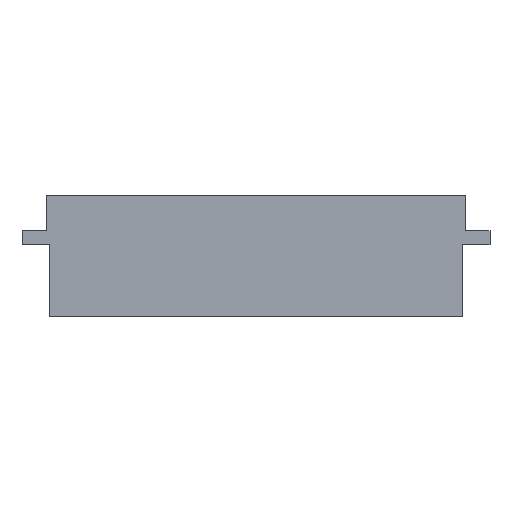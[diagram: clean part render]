
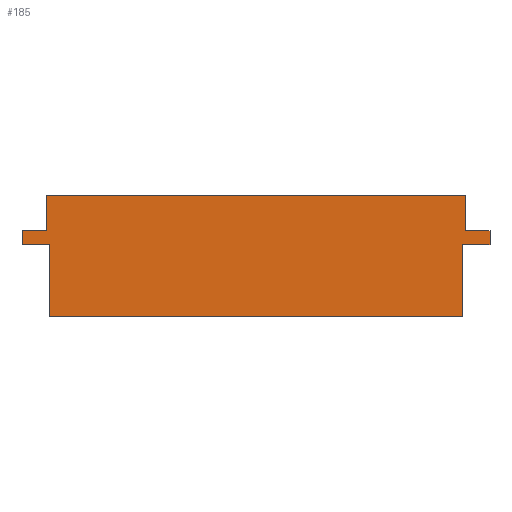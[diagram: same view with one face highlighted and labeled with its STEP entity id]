
A CAD part, top view. The second image highlights one B-rep face of the part: STEP entity #185.
In plain terms, the highlighted planar face has unit normal (0, 0, 1).
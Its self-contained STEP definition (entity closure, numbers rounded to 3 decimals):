
#185=ADVANCED_FACE('',(#410),#299,.T.);
#299=PLANE('',#2250);
#410=FACE_OUTER_BOUND('',#543,.T.);
#543=EDGE_LOOP('',(#1036,#1037,#1038,#1039,#1040,#1041,#1042,#1043,#1044,
#1045,#1046,#1047));
#1036=ORIENTED_EDGE('',*,*,#1560,.F.);
#1037=ORIENTED_EDGE('',*,*,#1561,.F.);
#1038=ORIENTED_EDGE('',*,*,#1562,.F.);
#1039=ORIENTED_EDGE('',*,*,#1563,.F.);
#1040=ORIENTED_EDGE('',*,*,#1564,.F.);
#1041=ORIENTED_EDGE('',*,*,#1565,.F.);
#1042=ORIENTED_EDGE('',*,*,#1566,.F.);
#1043=ORIENTED_EDGE('',*,*,#1544,.F.);
#1044=ORIENTED_EDGE('',*,*,#1548,.F.);
#1045=ORIENTED_EDGE('',*,*,#1551,.F.);
#1046=ORIENTED_EDGE('',*,*,#1554,.F.);
#1047=ORIENTED_EDGE('',*,*,#1557,.F.);
#1280=VERTEX_POINT('',#3271);
#1281=VERTEX_POINT('',#3273);
#1283=VERTEX_POINT('',#3279);
#1285=VERTEX_POINT('',#3285);
#1287=VERTEX_POINT('',#3291);
#1289=VERTEX_POINT('',#3297);
#1291=VERTEX_POINT('',#3303);
#1292=VERTEX_POINT('',#3307);
#1293=VERTEX_POINT('',#3309);
#1294=VERTEX_POINT('',#3311);
#1295=VERTEX_POINT('',#3313);
#1296=VERTEX_POINT('',#3315);
#1544=EDGE_CURVE('',#1280,#1281,#1820,.T.);
#1548=EDGE_CURVE('',#1283,#1280,#1824,.T.);
#1551=EDGE_CURVE('',#1285,#1283,#1827,.T.);
#1554=EDGE_CURVE('',#1287,#1285,#1830,.T.);
#1557=EDGE_CURVE('',#1289,#1287,#1833,.T.);
#1560=EDGE_CURVE('',#1291,#1289,#1836,.T.);
#1561=EDGE_CURVE('',#1292,#1291,#1837,.T.);
#1562=EDGE_CURVE('',#1293,#1292,#1838,.T.);
#1563=EDGE_CURVE('',#1294,#1293,#1839,.T.);
#1564=EDGE_CURVE('',#1295,#1294,#1840,.T.);
#1565=EDGE_CURVE('',#1296,#1295,#1841,.T.);
#1566=EDGE_CURVE('',#1281,#1296,#1842,.T.);
#1820=LINE('',#3272,#2096);
#1824=LINE('',#3280,#2100);
#1827=LINE('',#3286,#2103);
#1830=LINE('',#3292,#2106);
#1833=LINE('',#3298,#2109);
#1836=LINE('',#3304,#2112);
#1837=LINE('',#3306,#2113);
#1838=LINE('',#3308,#2114);
#1839=LINE('',#3310,#2115);
#1840=LINE('',#3312,#2116);
#1841=LINE('',#3314,#2117);
#1842=LINE('',#3316,#2118);
#2096=VECTOR('',#2697,1.);
#2100=VECTOR('',#2703,1.);
#2103=VECTOR('',#2708,1.);
#2106=VECTOR('',#2713,1.);
#2109=VECTOR('',#2718,1.);
#2112=VECTOR('',#2723,1.);
#2113=VECTOR('',#2726,1.);
#2114=VECTOR('',#2727,1.);
#2115=VECTOR('',#2728,1.);
#2116=VECTOR('',#2729,1.);
#2117=VECTOR('',#2730,1.);
#2118=VECTOR('',#2731,1.);
#2250=AXIS2_PLACEMENT_3D('',#3317,#2732,#2733);
#2697=DIRECTION('',(0.,1.,0.));
#2703=DIRECTION('',(1.,0.,0.));
#2708=DIRECTION('',(0.,1.,0.));
#2713=DIRECTION('',(-1.,0.,0.));
#2718=DIRECTION('',(0.,1.,0.));
#2723=DIRECTION('',(-1.,0.,0.));
#2726=DIRECTION('',(0.,-1.,0.));
#2727=DIRECTION('',(-1.,0.,0.));
#2728=DIRECTION('',(0.,-1.,0.));
#2729=DIRECTION('',(1.,0.,0.));
#2730=DIRECTION('',(0.,-1.,0.));
#2731=DIRECTION('',(1.,0.,0.));
#2732=DIRECTION('',(0.,0.,1.));
#2733=DIRECTION('',(1.,0.,0.));
#3271=CARTESIAN_POINT('',(-42.4,-7.2,5.));
#3272=CARTESIAN_POINT('',(-42.4,-7.2,5.));
#3273=CARTESIAN_POINT('',(-42.4,0.,5.));
#3279=CARTESIAN_POINT('',(-47.45,-7.2,5.));
#3280=CARTESIAN_POINT('',(-47.45,-7.2,5.));
#3285=CARTESIAN_POINT('',(-47.45,-10.05,5.));
#3286=CARTESIAN_POINT('',(-47.45,-10.05,5.));
#3291=CARTESIAN_POINT('',(-41.95,-10.05,5.));
#3292=CARTESIAN_POINT('',(-41.95,-10.05,5.));
#3297=CARTESIAN_POINT('',(-41.95,-24.7,5.));
#3298=CARTESIAN_POINT('',(-41.95,-24.7,5.));
#3303=CARTESIAN_POINT('',(41.95,-24.7,5.));
#3304=CARTESIAN_POINT('',(41.95,-24.7,5.));
#3306=CARTESIAN_POINT('',(41.95,-10.05,5.));
#3307=CARTESIAN_POINT('',(41.95,-10.05,5.));
#3308=CARTESIAN_POINT('',(47.45,-10.05,5.));
#3309=CARTESIAN_POINT('',(47.45,-10.05,5.));
#3310=CARTESIAN_POINT('',(47.45,-7.2,5.));
#3311=CARTESIAN_POINT('',(47.45,-7.2,5.));
#3312=CARTESIAN_POINT('',(42.4,-7.2,5.));
#3313=CARTESIAN_POINT('',(42.4,-7.2,5.));
#3314=CARTESIAN_POINT('',(42.4,0.,5.));
#3315=CARTESIAN_POINT('',(42.4,0.,5.));
#3316=CARTESIAN_POINT('',(-42.4,0.,5.));
#3317=CARTESIAN_POINT('',(-52.195,-25.935,5.));
